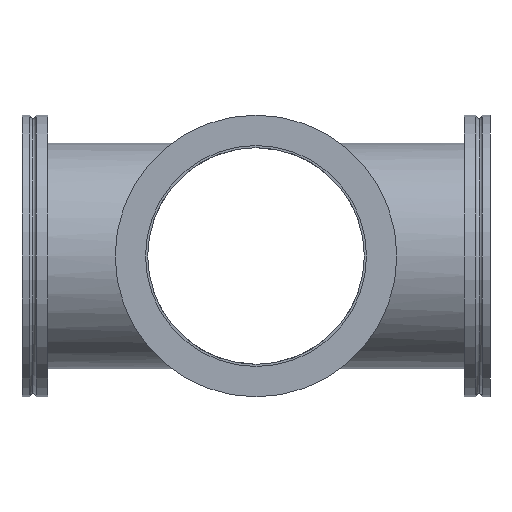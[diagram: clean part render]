
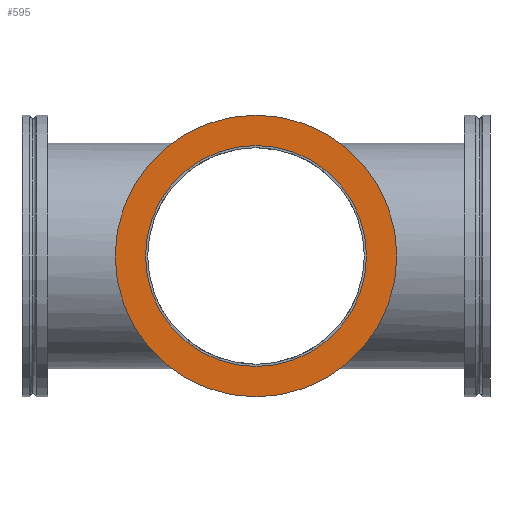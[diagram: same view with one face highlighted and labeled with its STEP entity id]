
A CAD part, front view. The second image highlights one B-rep face of the part: STEP entity #595.
In plain terms, the highlighted planar face has unit normal (0, -1, 0).
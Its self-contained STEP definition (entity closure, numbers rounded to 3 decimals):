
#40 = EDGE_LOOP ( 'NONE', ( #661, #1116 ) ) ;
#50 = DIRECTION ( 'NONE',  ( 0., -1., 0. ) ) ;
#513 = EDGE_LOOP ( 'NONE', ( #1709, #3668 ) ) ;
#519 = AXIS2_PLACEMENT_3D ( 'NONE', #2771, #2806, #2850 ) ;
#595 = ADVANCED_FACE ( 'NONE', ( #3836, #2489 ), #1635, .F. ) ;
#661 = ORIENTED_EDGE ( 'NONE', *, *, #2884, .F. ) ;
#818 = CIRCLE ( 'NONE', #1010, 51. ) ;
#858 = DIRECTION ( 'NONE',  ( 0., -1., 0. ) ) ;
#896 = DIRECTION ( 'NONE',  ( 1., 0., 0. ) ) ;
#1010 = AXIS2_PLACEMENT_3D ( 'NONE', #3425, #2488, #2505 ) ;
#1116 = ORIENTED_EDGE ( 'NONE', *, *, #3201, .F. ) ;
#1240 = CARTESIAN_POINT ( 'NONE',  ( 0., -108., 0. ) ) ;
#1299 = AXIS2_PLACEMENT_3D ( 'NONE', #3222, #50, #2648 ) ;
#1363 = DIRECTION ( 'NONE',  ( 0., 1., 0. ) ) ;
#1625 = CARTESIAN_POINT ( 'NONE',  ( 51., -108., 0. ) ) ;
#1635 = PLANE ( 'NONE',  #2205 ) ;
#1709 = ORIENTED_EDGE ( 'NONE', *, *, #2380, .T. ) ;
#1805 = EDGE_CURVE ( 'NONE', #2187, #3185, #2672, .T. ) ;
#1927 = CARTESIAN_POINT ( 'NONE',  ( -65., -108., 0. ) ) ;
#1960 = AXIS2_PLACEMENT_3D ( 'NONE', #1240, #858, #896 ) ;
#1979 = CARTESIAN_POINT ( 'NONE',  ( -51., -108., 0. ) ) ;
#2038 = CIRCLE ( 'NONE', #1299, 65. ) ;
#2187 = VERTEX_POINT ( 'NONE', #1927 ) ;
#2205 = AXIS2_PLACEMENT_3D ( 'NONE', #3689, #1363, #3706 ) ;
#2380 = EDGE_CURVE ( 'NONE', #3185, #2187, #2038, .T. ) ;
#2444 = CARTESIAN_POINT ( 'NONE',  ( 65., -108., 0. ) ) ;
#2488 = DIRECTION ( 'NONE',  ( 0., -1., 0. ) ) ;
#2489 = FACE_OUTER_BOUND ( 'NONE', #513, .T. ) ;
#2505 = DIRECTION ( 'NONE',  ( 1., 0., 0. ) ) ;
#2648 = DIRECTION ( 'NONE',  ( 1., 0., 0. ) ) ;
#2672 = CIRCLE ( 'NONE', #1960, 65. ) ;
#2771 = CARTESIAN_POINT ( 'NONE',  ( 0., -108., 0. ) ) ;
#2806 = DIRECTION ( 'NONE',  ( 0., -1., 0. ) ) ;
#2842 = VERTEX_POINT ( 'NONE', #1625 ) ;
#2850 = DIRECTION ( 'NONE',  ( 1., 0., 0. ) ) ;
#2884 = EDGE_CURVE ( 'NONE', #2842, #3490, #818, .T. ) ;
#3185 = VERTEX_POINT ( 'NONE', #2444 ) ;
#3201 = EDGE_CURVE ( 'NONE', #3490, #2842, #3719, .T. ) ;
#3222 = CARTESIAN_POINT ( 'NONE',  ( 0., -108., 0. ) ) ;
#3425 = CARTESIAN_POINT ( 'NONE',  ( 0., -108., 0. ) ) ;
#3490 = VERTEX_POINT ( 'NONE', #1979 ) ;
#3668 = ORIENTED_EDGE ( 'NONE', *, *, #1805, .T. ) ;
#3689 = CARTESIAN_POINT ( 'NONE',  ( 0., -108., 51. ) ) ;
#3706 = DIRECTION ( 'NONE',  ( -1., 0., 0. ) ) ;
#3719 = CIRCLE ( 'NONE', #519, 51. ) ;
#3836 = FACE_BOUND ( 'NONE', #40, .T. ) ;
